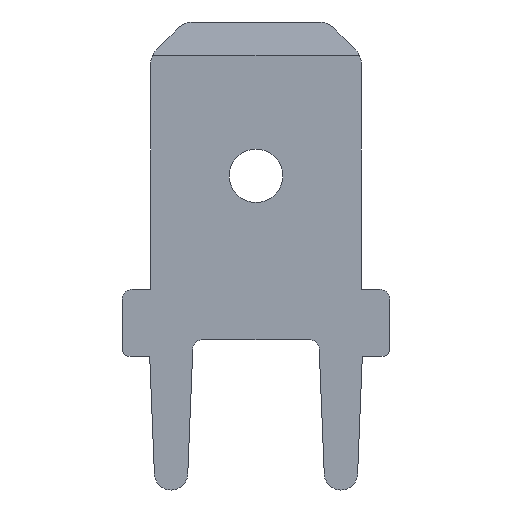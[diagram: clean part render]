
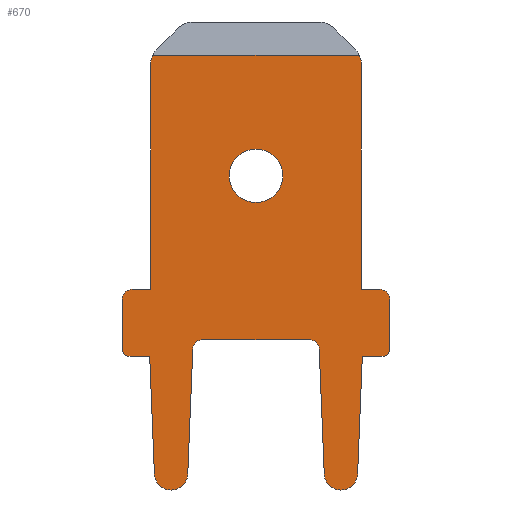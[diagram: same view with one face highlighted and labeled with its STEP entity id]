
A CAD part, front view. The second image highlights one B-rep face of the part: STEP entity #670.
In plain terms, the highlighted planar face has unit normal (0, -1, 0).
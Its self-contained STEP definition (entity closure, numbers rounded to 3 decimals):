
#72=CARTESIAN_POINT('',(0.,-0.4,-4.6));
#73=DIRECTION('',(0.,-1.,0.));
#74=DIRECTION('',(-1.,0.,0.));
#75=AXIS2_PLACEMENT_3D('',#72,#73,#74);
#77=CARTESIAN_POINT('',(0.,-0.4,-4.6));
#78=DIRECTION('',(0.,-1.,0.));
#79=DIRECTION('',(1.,0.,0.));
#80=AXIS2_PLACEMENT_3D('',#77,#78,#79);
#82=CARTESIAN_POINT('',(-2.55,-0.4,-1.249));
#83=DIRECTION('',(0.,-1.,0.));
#84=DIRECTION('',(-0.91,0.,0.414));
#85=AXIS2_PLACEMENT_3D('',#82,#83,#84);
#87=DIRECTION('',(-1.,0.,0.));
#88=VECTOR('',#87,6.192);
#89=CARTESIAN_POINT('',(3.096,-0.4,-1.));
#90=LINE('',#89,#88);
#91=CARTESIAN_POINT('',(2.55,-0.4,-1.249));
#92=DIRECTION('',(0.,-1.,0.));
#93=DIRECTION('',(1.,0.,0.));
#94=AXIS2_PLACEMENT_3D('',#91,#92,#93);
#96=DIRECTION('',(0.,0.,-1.));
#97=VECTOR('',#96,6.751);
#98=CARTESIAN_POINT('',(3.15,-0.4,-1.249));
#99=LINE('',#98,#97);
#100=DIRECTION('',(1.,0.,0.));
#101=VECTOR('',#100,0.55);
#102=CARTESIAN_POINT('',(3.15,-0.4,-8.));
#103=LINE('',#102,#101);
#104=CARTESIAN_POINT('',(3.7,-0.4,-8.3));
#105=DIRECTION('',(0.,-1.,0.));
#106=DIRECTION('',(1.,0.,0.));
#107=AXIS2_PLACEMENT_3D('',#104,#105,#106);
#109=DIRECTION('',(0.,0.,-1.));
#110=VECTOR('',#109,1.5);
#111=CARTESIAN_POINT('',(4.,-0.4,-8.3));
#112=LINE('',#111,#110);
#113=CARTESIAN_POINT('',(3.8,-0.4,-9.8));
#114=DIRECTION('',(0.,-1.,0.));
#115=DIRECTION('',(0.,0.,-1.));
#116=AXIS2_PLACEMENT_3D('',#113,#114,#115);
#118=DIRECTION('',(-1.,0.,0.));
#119=VECTOR('',#118,0.62);
#120=CARTESIAN_POINT('',(3.8,-0.4,-10.));
#121=LINE('',#120,#119);
#122=DIRECTION('',(0.04,0.,0.999));
#123=VECTOR('',#122,3.523);
#124=CARTESIAN_POINT('',(3.04,-0.4,-13.52));
#125=LINE('',#124,#123);
#126=CARTESIAN_POINT('',(2.54,-0.4,-13.5));
#127=DIRECTION('',(0.,-1.,0.));
#128=DIRECTION('',(-0.999,0.,-0.04));
#129=AXIS2_PLACEMENT_3D('',#126,#127,#128);
#131=DIRECTION('',(0.04,0.,-0.999));
#132=VECTOR('',#131,3.735);
#133=CARTESIAN_POINT('',(1.892,-0.4,-9.788));
#134=LINE('',#133,#132);
#135=DIRECTION('',(-1.,0.,0.));
#136=VECTOR('',#135,3.184);
#137=CARTESIAN_POINT('',(1.592,-0.4,-9.5));
#138=LINE('',#137,#136);
#139=DIRECTION('',(-0.04,0.,-0.999));
#140=VECTOR('',#139,3.735);
#141=CARTESIAN_POINT('',(-1.892,-0.4,-9.788));
#142=LINE('',#141,#140);
#143=CARTESIAN_POINT('',(-2.54,-0.4,-13.5));
#144=DIRECTION('',(0.,-1.,0.));
#145=DIRECTION('',(-0.999,0.,-0.04));
#146=AXIS2_PLACEMENT_3D('',#143,#144,#145);
#148=DIRECTION('',(-0.04,0.,0.999));
#149=VECTOR('',#148,3.523);
#150=CARTESIAN_POINT('',(-3.04,-0.4,-13.52));
#151=LINE('',#150,#149);
#152=DIRECTION('',(-1.,0.,0.));
#153=VECTOR('',#152,0.62);
#154=CARTESIAN_POINT('',(-3.18,-0.4,-10.));
#155=LINE('',#154,#153);
#156=CARTESIAN_POINT('',(-3.8,-0.4,-9.8));
#157=DIRECTION('',(0.,-1.,0.));
#158=DIRECTION('',(-1.,0.,0.));
#159=AXIS2_PLACEMENT_3D('',#156,#157,#158);
#161=DIRECTION('',(0.,0.,1.));
#162=VECTOR('',#161,1.5);
#163=CARTESIAN_POINT('',(-4.,-0.4,-9.8));
#164=LINE('',#163,#162);
#165=CARTESIAN_POINT('',(-3.7,-0.4,-8.3));
#166=DIRECTION('',(0.,-1.,0.));
#167=DIRECTION('',(0.,0.,1.));
#168=AXIS2_PLACEMENT_3D('',#165,#166,#167);
#170=DIRECTION('',(1.,0.,0.));
#171=VECTOR('',#170,0.55);
#172=CARTESIAN_POINT('',(-3.7,-0.4,-8.));
#173=LINE('',#172,#171);
#174=DIRECTION('',(0.,0.,1.));
#175=VECTOR('',#174,6.751);
#176=CARTESIAN_POINT('',(-3.15,-0.4,-8.));
#177=LINE('',#176,#175);
#359=CARTESIAN_POINT('',(1.592,-0.4,-9.8));
#360=DIRECTION('',(0.,1.,0.));
#361=DIRECTION('',(0.,0.,1.));
#362=AXIS2_PLACEMENT_3D('',#359,#360,#361);
#377=CARTESIAN_POINT('',(-1.592,-0.4,-9.8));
#378=DIRECTION('',(0.,1.,0.));
#379=DIRECTION('',(-0.999,0.,0.04));
#380=AXIS2_PLACEMENT_3D('',#377,#378,#379);
#425=CARTESIAN_POINT('',(-3.096,-0.4,-1.));
#492=CARTESIAN_POINT('',(-0.8,-0.4,-4.6));
#493=CARTESIAN_POINT('',(0.8,-0.4,-4.6));
#494=VERTEX_POINT('',#492);
#495=VERTEX_POINT('',#493);
#496=CARTESIAN_POINT('',(-3.04,-0.4,-13.52));
#497=CARTESIAN_POINT('',(-3.18,-0.4,-10.));
#498=VERTEX_POINT('',#496);
#499=VERTEX_POINT('',#497);
#509=CARTESIAN_POINT('',(3.15,-0.4,-8.));
#511=VERTEX_POINT('',#509);
#513=CARTESIAN_POINT('',(-3.15,-0.4,-8.));
#515=VERTEX_POINT('',#513);
#516=CARTESIAN_POINT('',(-2.04,-0.4,-13.52));
#517=VERTEX_POINT('',#516);
#518=CARTESIAN_POINT('',(2.04,-0.4,-13.52));
#519=CARTESIAN_POINT('',(3.04,-0.4,-13.52));
#520=VERTEX_POINT('',#518);
#521=VERTEX_POINT('',#519);
#522=CARTESIAN_POINT('',(3.18,-0.4,-10.));
#523=VERTEX_POINT('',#522);
#533=CARTESIAN_POINT('',(1.892,-0.4,-9.788));
#535=VERTEX_POINT('',#533);
#537=CARTESIAN_POINT('',(1.592,-0.4,-9.5));
#539=VERTEX_POINT('',#537);
#541=CARTESIAN_POINT('',(-1.592,-0.4,-9.5));
#543=VERTEX_POINT('',#541);
#545=CARTESIAN_POINT('',(-1.892,-0.4,-9.788));
#547=VERTEX_POINT('',#545);
#555=VERTEX_POINT('',#425);
#556=CARTESIAN_POINT('',(-3.15,-0.4,-1.249));
#557=VERTEX_POINT('',#556);
#572=CARTESIAN_POINT('',(3.15,-0.4,-1.249));
#573=VERTEX_POINT('',#572);
#574=CARTESIAN_POINT('',(3.096,-0.4,-1.));
#575=VERTEX_POINT('',#574);
#581=CARTESIAN_POINT('',(-3.7,-0.4,-8.));
#582=VERTEX_POINT('',#581);
#583=CARTESIAN_POINT('',(-4.,-0.4,-8.3));
#584=VERTEX_POINT('',#583);
#589=CARTESIAN_POINT('',(4.,-0.4,-8.3));
#590=VERTEX_POINT('',#589);
#591=CARTESIAN_POINT('',(3.7,-0.4,-8.));
#592=VERTEX_POINT('',#591);
#597=CARTESIAN_POINT('',(-4.,-0.4,-9.8));
#598=VERTEX_POINT('',#597);
#599=CARTESIAN_POINT('',(-3.8,-0.4,-10.));
#600=VERTEX_POINT('',#599);
#605=CARTESIAN_POINT('',(3.8,-0.4,-10.));
#606=VERTEX_POINT('',#605);
#607=CARTESIAN_POINT('',(4.,-0.4,-9.8));
#608=VERTEX_POINT('',#607);
#609=CARTESIAN_POINT('',(0.,-0.4,0.));
#610=DIRECTION('',(0.,-1.,0.));
#611=DIRECTION('',(1.,0.,0.));
#612=AXIS2_PLACEMENT_3D('',#609,#610,#611);
#613=PLANE('',#612);
#615=ORIENTED_EDGE('',*,*,#614,.F.);
#617=ORIENTED_EDGE('',*,*,#616,.F.);
#619=ORIENTED_EDGE('',*,*,#618,.F.);
#621=ORIENTED_EDGE('',*,*,#620,.T.);
#623=ORIENTED_EDGE('',*,*,#622,.T.);
#625=ORIENTED_EDGE('',*,*,#624,.F.);
#627=ORIENTED_EDGE('',*,*,#626,.T.);
#629=ORIENTED_EDGE('',*,*,#628,.F.);
#631=ORIENTED_EDGE('',*,*,#630,.T.);
#633=ORIENTED_EDGE('',*,*,#632,.F.);
#635=ORIENTED_EDGE('',*,*,#634,.F.);
#637=ORIENTED_EDGE('',*,*,#636,.F.);
#639=ORIENTED_EDGE('',*,*,#638,.F.);
#641=ORIENTED_EDGE('',*,*,#640,.T.);
#643=ORIENTED_EDGE('',*,*,#642,.F.);
#645=ORIENTED_EDGE('',*,*,#644,.T.);
#647=ORIENTED_EDGE('',*,*,#646,.F.);
#649=ORIENTED_EDGE('',*,*,#648,.T.);
#651=ORIENTED_EDGE('',*,*,#650,.T.);
#653=ORIENTED_EDGE('',*,*,#652,.F.);
#655=ORIENTED_EDGE('',*,*,#654,.T.);
#657=ORIENTED_EDGE('',*,*,#656,.F.);
#659=ORIENTED_EDGE('',*,*,#658,.T.);
#661=ORIENTED_EDGE('',*,*,#660,.T.);
#662=EDGE_LOOP('',(#615,#617,#619,#621,#623,#625,#627,#629,#631,#633,#635,#637,
#639,#641,#643,#645,#647,#649,#651,#653,#655,#657,#659,#661));
#663=FACE_OUTER_BOUND('',#662,.F.);
#665=ORIENTED_EDGE('',*,*,#664,.T.);
#667=ORIENTED_EDGE('',*,*,#666,.T.);
#668=EDGE_LOOP('',(#665,#667));
#669=FACE_BOUND('',#668,.F.);
#670=ADVANCED_FACE('',(#663,#669),#613,.T.);
#76=CIRCLE('',#75,0.8);
#81=CIRCLE('',#80,0.8);
#86=CIRCLE('',#85,0.6);
#95=CIRCLE('',#94,0.6);
#108=CIRCLE('',#107,0.3);
#117=CIRCLE('',#116,0.2);
#130=CIRCLE('',#129,0.5);
#147=CIRCLE('',#146,0.5);
#160=CIRCLE('',#159,0.2);
#169=CIRCLE('',#168,0.3);
#363=CIRCLE('',#362,0.3);
#381=CIRCLE('',#380,0.3);
#614=EDGE_CURVE('',#555,#557,#86,.T.);
#616=EDGE_CURVE('',#575,#555,#90,.T.);
#618=EDGE_CURVE('',#573,#575,#95,.T.);
#620=EDGE_CURVE('',#573,#511,#99,.T.);
#622=EDGE_CURVE('',#511,#592,#103,.T.);
#624=EDGE_CURVE('',#590,#592,#108,.T.);
#626=EDGE_CURVE('',#590,#608,#112,.T.);
#628=EDGE_CURVE('',#606,#608,#117,.T.);
#630=EDGE_CURVE('',#606,#523,#121,.T.);
#632=EDGE_CURVE('',#521,#523,#125,.T.);
#634=EDGE_CURVE('',#520,#521,#130,.T.);
#636=EDGE_CURVE('',#535,#520,#134,.T.);
#638=EDGE_CURVE('',#539,#535,#363,.T.);
#640=EDGE_CURVE('',#539,#543,#138,.T.);
#642=EDGE_CURVE('',#547,#543,#381,.T.);
#644=EDGE_CURVE('',#547,#517,#142,.T.);
#646=EDGE_CURVE('',#498,#517,#147,.T.);
#648=EDGE_CURVE('',#498,#499,#151,.T.);
#650=EDGE_CURVE('',#499,#600,#155,.T.);
#652=EDGE_CURVE('',#598,#600,#160,.T.);
#654=EDGE_CURVE('',#598,#584,#164,.T.);
#656=EDGE_CURVE('',#582,#584,#169,.T.);
#658=EDGE_CURVE('',#582,#515,#173,.T.);
#660=EDGE_CURVE('',#515,#557,#177,.T.);
#664=EDGE_CURVE('',#494,#495,#76,.T.);
#666=EDGE_CURVE('',#495,#494,#81,.T.);
